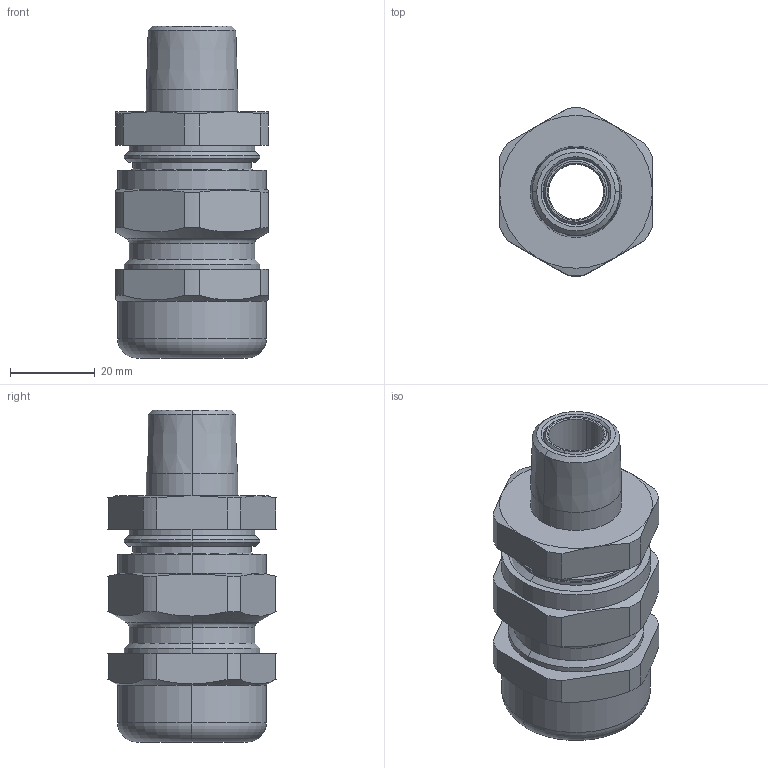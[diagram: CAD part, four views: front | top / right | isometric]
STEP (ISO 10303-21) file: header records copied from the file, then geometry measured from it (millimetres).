
FILE_DESCRIPTION (( 'STEP AP203' ), '1' );
FILE_NAME ('TMCX050NB.STEP', '2017-03-27T09:53:39', ( '' ), ( '' ), 'SwSTEP 2.0', 'SolidWorks 2014', '' );
FILE_SCHEMA (( 'CONFIG_CONTROL_DESIGN' ));
Length unit declared in the file: millimetre
Products named in the file (1): TMCX050NB
Bounding box: 36 x 39.58 x 78.2 mm (x, y, z)
Surface area: 15247 mm2 (no closed solid volume)
Topology: 0 solids, 6 shells, 111 faces, 270 edges, 168 vertices
Faces by surface type: cylinder 42, cone 38, plane 27, torus 4
Entity records: 3500 total; most frequent: CARTESIAN_POINT 794, DIRECTION 588, ORIENTED_EDGE 516, EDGE_CURVE 270, AXIS2_PLACEMENT_3D 242, VERTEX_POINT 168, CIRCLE 130, EDGE_LOOP 120
